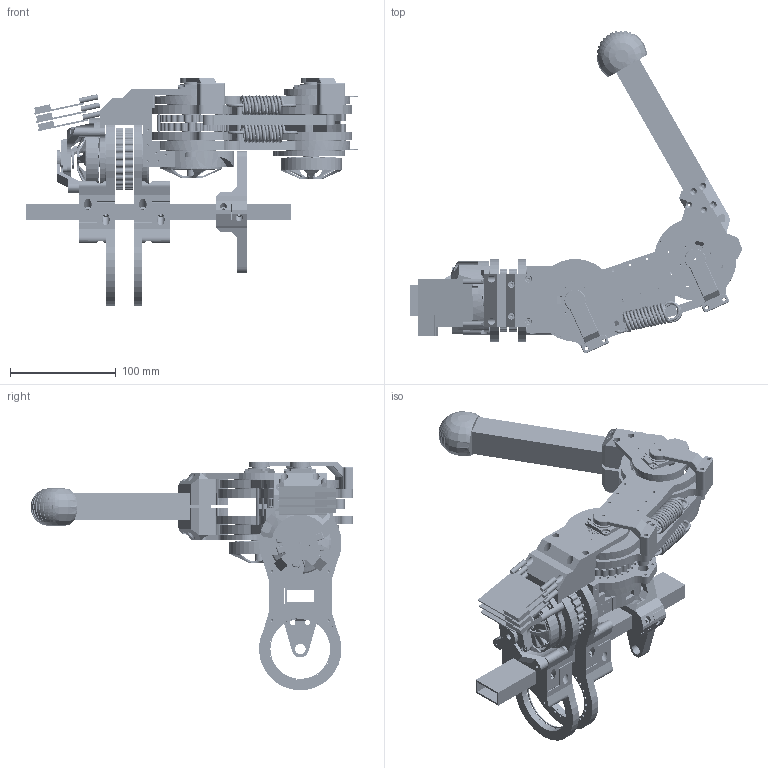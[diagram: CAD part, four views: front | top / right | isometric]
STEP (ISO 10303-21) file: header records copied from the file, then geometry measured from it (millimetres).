
FILE_DESCRIPTION(/* description */ (''),/* implementation_level */ '2;1');
FILE_NAME(/* name */ '6908_LEG.stp',/* time_stamp */ '2018-10-22T00:20:51+08:00',/* author */ ('paulg'),/* organization */ (''),/* preprocessor_version */ 'ST-DEVELOPER v16.5',/* originating_system */ 'Autodesk Inventor 2017',/* authorisation */ '');
FILE_SCHEMA (('AUTOMOTIVE_DESIGN { 1 0 10303 214 3 1 1 }'));
Products named in the file (42): 6908_LITE; thy_bone_LITE; shin_bone; output_shaft 6809 hip-hip - encoder; output_shaft 6809 6x 30 dual - encoder-knee; foot_elipse; 6809_joint_DOUBLE; output_shaft 6809 hip hip-90; 6908_LITE_MIR; 6809_joint_DOUBLE_MIR; inner_ring_25l; output_shaft 6809 hip encoder-short -90; output_shaft 6809 hip motor; output_shaft 6809 6x 30 dual; encoder_bearing_holder; base_6809_hip-hip-rect-wide; 6809 hip T joint; body_15x30; 6809 enc mount B; 6809 hip body rect; brushless pcb; encoder_bearing_holder-45; motor_magnet_holder; enc_pcb; outer_bearing_magnet_holder_hip; upper magnet holder; 6807_encoder_output_mag; base_6809_top_strong; 12x21x5 bearing; outer_bearing_magnet_holder; Extension Spring; Extension Spring1; offset 6id 12- od; 45x58x7 bearing; 12x18x4 bearing; 6mm shaft; motor 6809 stator; motor 6809 top; motor 6809 flux; shaft-magnet adaptor ...
Assembly tree (76 placements, depth 3):
  6908_LITE
    base_6809_top_strong  x4
    thy_bone_LITE
    shin_bone
    output_shaft 6809 hip-hip - encoder
    6807_encoder_output_mag  x2
    output_shaft 6809 6x 30 dual - encoder-knee
    Extension Spring  x2
      Extension Spring1
    foot_elipse
    6809_joint_DOUBLE
    output_shaft 6809 hip hip-90
    6908_LITE_MIR
      6809_joint_DOUBLE_MIR
    inner_ring_25l  x4
    output_shaft 6809 hip encoder-short -90
    output_shaft 6809 hip motor
    base_6809_hip-hip-rect-wide  x4
    6809 hip body rect  x2
    output_shaft 6809 6x 30 dual
    encoder_bearing_holder
    6809 hip T joint  x2
    body_15x30
    6809 enc mount B
    enc_pcb  x5
    brushless pcb  x3
    12x21x5 bearing  x2
    encoder_bearing_holder-45
    outer_bearing_magnet_holder  x2
    motor_magnet_holder
    outer_bearing_magnet_holder_hip
    upper magnet holder
    offset 6id 12- od
    45x58x7 bearing  x4
    12x18x4 bearing  x4
    6mm shaft
    motor 6809 stator  x3
    motor 6809 top  x3
    motor 6809 flux  x3
    shaft-magnet adaptor
    6mm magnet  x2
    outer_pins  x2
Bounding box: 313.79 x 305.16 x 216 mm (x, y, z)
Volume: 1081026 mm3; surface area: 567239.7 mm2
Topology: 80 solids, 80 shells, 4140 faces, 11817 edges, 7625 vertices
Faces by surface type: plane 1880, cylinder 1569, cone 428, bspline 257, sphere 4, torus 2
Full cylindrical faces by diameter (mm): 1 x61, 1.5 x20, 2 x53, 2.2 x4, 2.4 x208, 2.5 x85, 3 x95, 3.2 x18, 3.5 x5, 3.6 x8, 4 x35, 4.5 x4, 5 x15, 6 x30, 6.1 x1, 6.5 x28, 7 x16, 8 x37, 10 x12, 11.8 x2, 12 x11, 12.2 x1, 13.8 x2, 14 x3, 15 x3, 17.9 x1, 18 x11, 20 x2, 21 x2, 45 x4
Entity records: 94074 total; most frequent: CARTESIAN_POINT 39782, DIRECTION 11228, ORIENTED_EDGE 10070, EDGE_CURVE 5033, AXIS2_PLACEMENT_3D 4317, VERTEX_POINT 3527, EDGE_LOOP 3268, LINE 2594
